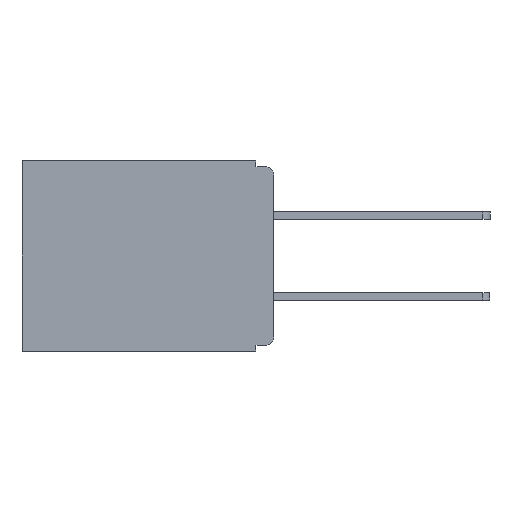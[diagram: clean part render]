
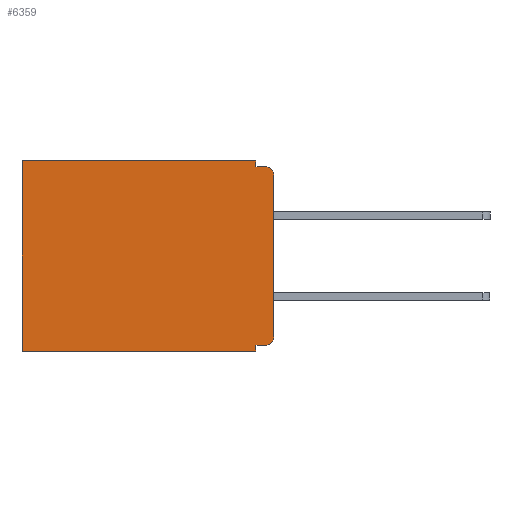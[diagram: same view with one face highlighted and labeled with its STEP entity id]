
A CAD part, left-side view. The second image highlights one B-rep face of the part: STEP entity #6359.
In plain terms, the highlighted planar face has unit normal (-1, 0, 0).
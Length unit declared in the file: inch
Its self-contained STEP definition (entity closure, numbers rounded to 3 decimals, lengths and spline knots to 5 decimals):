
#69 = EDGE_CURVE ( 'NONE', #6160, #13583, #6839, .T. ) ;
#388 = DIRECTION ( 'NONE',  ( 0., 1., 0. ) ) ;
#406 = VECTOR ( 'NONE', #7355, 39.37008 ) ;
#567 = CARTESIAN_POINT ( 'NONE',  ( 0.3, 0.031, -0.01 ) ) ;
#1251 = VECTOR ( 'NONE', #8517, 39.37008 ) ;
#1344 = CARTESIAN_POINT ( 'NONE',  ( 0.3, 0.031, 0. ) ) ;
#1365 = DIRECTION ( 'NONE',  ( 0., 1., 0. ) ) ;
#1580 = VERTEX_POINT ( 'NONE', #13210 ) ;
#2102 = VERTEX_POINT ( 'NONE', #567 ) ;
#2123 = LINE ( 'NONE', #5188, #10673 ) ;
#2241 = ORIENTED_EDGE ( 'NONE', *, *, #4838, .F. ) ;
#2364 = AXIS2_PLACEMENT_3D ( 'NONE', #7080, #3619, #11771 ) ;
#2421 = LINE ( 'NONE', #3615, #4037 ) ;
#2479 = DIRECTION ( 'NONE',  ( 0., 0., -1. ) ) ;
#3009 = VECTOR ( 'NONE', #4263, 39.37008 ) ;
#3305 = VECTOR ( 'NONE', #388, 39.37008 ) ;
#3388 = LINE ( 'NONE', #13535, #3009 ) ;
#3438 = CARTESIAN_POINT ( 'NONE',  ( 0.3, 0.031, -0.32 ) ) ;
#3615 = CARTESIAN_POINT ( 'NONE',  ( 0.3, 0., -0.32 ) ) ;
#3619 = DIRECTION ( 'NONE',  ( 1., 0., 0. ) ) ;
#3666 = LINE ( 'NONE', #14247, #3305 ) ;
#3799 = ORIENTED_EDGE ( 'NONE', *, *, #9573, .F. ) ;
#4012 = DIRECTION ( 'NONE',  ( 0., 1., 0. ) ) ;
#4037 = VECTOR ( 'NONE', #1365, 39.37008 ) ;
#4062 = CARTESIAN_POINT ( 'NONE',  ( 0.3, 0.437, -0.33 ) ) ;
#4263 = DIRECTION ( 'NONE',  ( 0., 0., -1. ) ) ;
#4337 = ORIENTED_EDGE ( 'NONE', *, *, #14206, .F. ) ;
#4440 = CARTESIAN_POINT ( 'NONE',  ( 0.3, 0.015, -0.305 ) ) ;
#4645 = LINE ( 'NONE', #1344, #13508 ) ;
#4838 = EDGE_CURVE ( 'NONE', #10018, #2102, #4645, .T. ) ;
#5082 = DIRECTION ( 'NONE',  ( 0., 0., -1. ) ) ;
#5188 = CARTESIAN_POINT ( 'NONE',  ( 0.3, 0., -0.33 ) ) ;
#5244 = VERTEX_POINT ( 'NONE', #3438 ) ;
#5350 = CARTESIAN_POINT ( 'NONE',  ( 0.3, 0.437, -0.33 ) ) ;
#5613 = DIRECTION ( 'NONE',  ( 0., 0., -1. ) ) ;
#5833 = EDGE_CURVE ( 'NONE', #9063, #10973, #10052, .T. ) ;
#6024 = LINE ( 'NONE', #5350, #14862 ) ;
#6038 = EDGE_CURVE ( 'NONE', #9063, #5244, #2421, .T. ) ;
#6086 = AXIS2_PLACEMENT_3D ( 'NONE', #4440, #12578, #5613 ) ;
#6160 = VERTEX_POINT ( 'NONE', #9665 ) ;
#6359 = ADVANCED_FACE ( 'NONE', ( #8212 ), #10596, .F. ) ;
#6373 = CARTESIAN_POINT ( 'NONE',  ( 0.3, 0.015, -0.32 ) ) ;
#6553 = ORIENTED_EDGE ( 'NONE', *, *, #69, .T. ) ;
#6839 = CIRCLE ( 'NONE', #13889, 0.015 ) ;
#7032 = CARTESIAN_POINT ( 'NONE',  ( 0.3, 0.031, 0. ) ) ;
#7080 = CARTESIAN_POINT ( 'NONE',  ( 0.3, 0., -0.33 ) ) ;
#7163 = ORIENTED_EDGE ( 'NONE', *, *, #5833, .T. ) ;
#7326 = CARTESIAN_POINT ( 'NONE',  ( 0.3, 0.015, -0.01 ) ) ;
#7355 = DIRECTION ( 'NONE',  ( 0., -1., 0. ) ) ;
#7408 = LINE ( 'NONE', #13154, #1251 ) ;
#7675 = EDGE_LOOP ( 'NONE', ( #3799, #6553, #4337, #2241, #10135, #8342, #11995, #10432, #12080, #7163 ) ) ;
#8212 = FACE_OUTER_BOUND ( 'NONE', #7675, .T. ) ;
#8342 = ORIENTED_EDGE ( 'NONE', *, *, #14913, .T. ) ;
#8517 = DIRECTION ( 'NONE',  ( 0., 0., -1. ) ) ;
#8870 = DIRECTION ( 'NONE',  ( -1., 0., 0. ) ) ;
#9063 = VERTEX_POINT ( 'NONE', #6373 ) ;
#9273 = LINE ( 'NONE', #14279, #406 ) ;
#9573 = EDGE_CURVE ( 'NONE', #6160, #10973, #7408, .T. ) ;
#9665 = CARTESIAN_POINT ( 'NONE',  ( 0.3, 0., -0.025 ) ) ;
#10005 = CARTESIAN_POINT ( 'NONE',  ( 0.3, 0.031, -0.33 ) ) ;
#10018 = VERTEX_POINT ( 'NONE', #7032 ) ;
#10052 = CIRCLE ( 'NONE', #6086, 0.015 ) ;
#10110 = CARTESIAN_POINT ( 'NONE',  ( 0.3, 0., -0.305 ) ) ;
#10135 = ORIENTED_EDGE ( 'NONE', *, *, #13558, .T. ) ;
#10432 = ORIENTED_EDGE ( 'NONE', *, *, #10968, .F. ) ;
#10596 = PLANE ( 'NONE',  #2364 ) ;
#10673 = VECTOR ( 'NONE', #4012, 39.37008 ) ;
#10677 = CARTESIAN_POINT ( 'NONE',  ( 0.3, 0.015, -0.025 ) ) ;
#10846 = EDGE_CURVE ( 'NONE', #10925, #14842, #2123, .T. ) ;
#10925 = VERTEX_POINT ( 'NONE', #10005 ) ;
#10968 = EDGE_CURVE ( 'NONE', #5244, #10925, #3388, .T. ) ;
#10973 = VERTEX_POINT ( 'NONE', #10110 ) ;
#11771 = DIRECTION ( 'NONE',  ( 0., 0., -1. ) ) ;
#11995 = ORIENTED_EDGE ( 'NONE', *, *, #10846, .F. ) ;
#12080 = ORIENTED_EDGE ( 'NONE', *, *, #6038, .F. ) ;
#12305 = DIRECTION ( 'NONE',  ( 0., 0., -1. ) ) ;
#12578 = DIRECTION ( 'NONE',  ( -1., 0., 0. ) ) ;
#13154 = CARTESIAN_POINT ( 'NONE',  ( 0.3, 0., -0.33 ) ) ;
#13210 = CARTESIAN_POINT ( 'NONE',  ( 0.3, 0.437, 0. ) ) ;
#13508 = VECTOR ( 'NONE', #2479, 39.37008 ) ;
#13535 = CARTESIAN_POINT ( 'NONE',  ( 0.3, 0.031, -0.33 ) ) ;
#13558 = EDGE_CURVE ( 'NONE', #10018, #1580, #3666, .T. ) ;
#13583 = VERTEX_POINT ( 'NONE', #7326 ) ;
#13889 = AXIS2_PLACEMENT_3D ( 'NONE', #10677, #8870, #5082 ) ;
#14206 = EDGE_CURVE ( 'NONE', #2102, #13583, #9273, .T. ) ;
#14247 = CARTESIAN_POINT ( 'NONE',  ( 0.3, 0., 0. ) ) ;
#14279 = CARTESIAN_POINT ( 'NONE',  ( 0.3, 0., -0.01 ) ) ;
#14842 = VERTEX_POINT ( 'NONE', #4062 ) ;
#14862 = VECTOR ( 'NONE', #12305, 39.37008 ) ;
#14913 = EDGE_CURVE ( 'NONE', #1580, #14842, #6024, .T. ) ;
